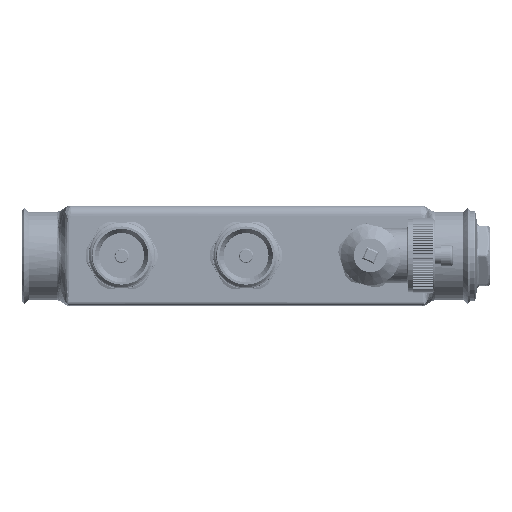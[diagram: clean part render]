
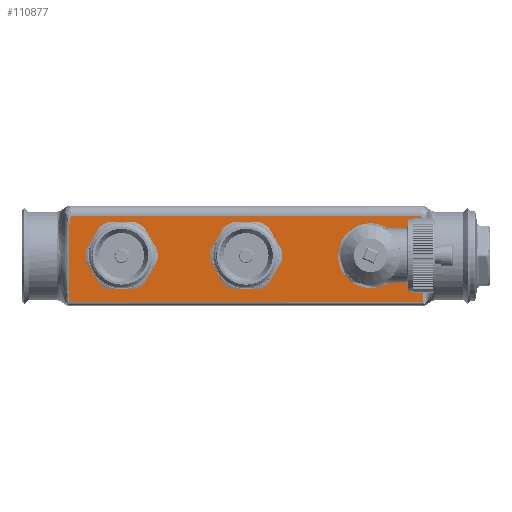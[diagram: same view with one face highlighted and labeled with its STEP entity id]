
A CAD part, top view. The second image highlights one B-rep face of the part: STEP entity #110877.
In plain terms, the highlighted face is planar.
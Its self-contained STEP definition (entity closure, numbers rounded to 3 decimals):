
#106483=DIRECTION('',(0.,1.,0.));
#106484=VECTOR('',#106483,30.863);
#106485=CARTESIAN_POINT('',(19.,-12.399,-20.5));
#106486=LINE('',#106485,#106484);
#106523=CARTESIAN_POINT('',(19.607,-16.,
-20.5));
#106704=CARTESIAN_POINT('',(161.,18.464,-20.5));
#106706=DIRECTION('',(0.,-1.,0.));
#106707=VECTOR('',#106706,30.863);
#106708=CARTESIAN_POINT('',(161.,18.464,-20.5));
#106709=LINE('',#106708,#106707);
#107253=CARTESIAN_POINT('',(160.393,-16.,
-20.5));
#107254=CARTESIAN_POINT('',(160.408,-15.942,
-20.5));
#107255=CARTESIAN_POINT('',(160.461,-15.719,
-20.5));
#107256=CARTESIAN_POINT('',(160.547,-15.323,
-20.5));
#107257=CARTESIAN_POINT('',(160.645,-14.809,
-20.5));
#107258=CARTESIAN_POINT('',(160.733,-14.29,
-20.5));
#107259=CARTESIAN_POINT('',(160.814,-13.767,
-20.5));
#107260=CARTESIAN_POINT('',(160.891,-13.231,
-20.5));
#107261=CARTESIAN_POINT('',(160.952,-12.774,
-20.5));
#107262=CARTESIAN_POINT('',(160.988,-12.493,-20.5));
#107263=CARTESIAN_POINT('',(161.,-12.399,-20.5));
#107265=CARTESIAN_POINT('',(19.,-12.399,-20.5));
#107266=CARTESIAN_POINT('',(19.029,-12.629,-20.5));
#107267=CARTESIAN_POINT('',(19.096,-13.144,
-20.5));
#107268=CARTESIAN_POINT('',(19.209,-13.936,
-20.5));
#107269=CARTESIAN_POINT('',(19.347,-14.777,
-20.5));
#107270=CARTESIAN_POINT('',(19.481,-15.464,
-20.5));
#107271=CARTESIAN_POINT('',(19.574,-15.868,
-20.5));
#107272=CARTESIAN_POINT('',(19.607,-16.,
-20.5));
#107274=CARTESIAN_POINT('',(90.,0.,-20.5));
#107275=DIRECTION('',(0.,0.,-1.));
#107276=DIRECTION('',(-1.,0.,0.));
#107277=AXIS2_PLACEMENT_3D('',#107274,#107275,#107276);
#107279=CARTESIAN_POINT('',(90.,0.,-20.5));
#107280=DIRECTION('',(0.,0.,-1.));
#107281=DIRECTION('',(1.,0.,0.));
#107282=AXIS2_PLACEMENT_3D('',#107279,#107280,#107281);
#107284=CARTESIAN_POINT('',(140.,0.,-20.5));
#107285=DIRECTION('',(0.,0.,-1.));
#107286=DIRECTION('',(-1.,0.,0.));
#107287=AXIS2_PLACEMENT_3D('',#107284,#107285,#107286);
#107289=CARTESIAN_POINT('',(140.,0.,-20.5));
#107290=DIRECTION('',(0.,0.,-1.));
#107291=DIRECTION('',(-1.,0.031,0.));
#107292=AXIS2_PLACEMENT_3D('',#107289,#107290,#107291);
#107294=CARTESIAN_POINT('',(140.,0.,-20.5));
#107295=DIRECTION('',(0.,0.,-1.));
#107296=DIRECTION('',(1.,0.,0.));
#107297=AXIS2_PLACEMENT_3D('',#107294,#107295,#107296);
#107299=CARTESIAN_POINT('',(140.,0.,-20.5));
#107300=DIRECTION('',(0.,0.,-1.));
#107301=DIRECTION('',(1.,-0.031,0.));
#107302=AXIS2_PLACEMENT_3D('',#107299,#107300,#107301);
#107304=CARTESIAN_POINT('',(40.,0.,-20.5));
#107305=DIRECTION('',(0.,0.,-1.));
#107306=DIRECTION('',(-1.,0.,0.));
#107307=AXIS2_PLACEMENT_3D('',#107304,#107305,#107306);
#107309=CARTESIAN_POINT('',(40.,0.,-20.5));
#107310=DIRECTION('',(0.,0.,-1.));
#107311=DIRECTION('',(1.,0.,0.));
#107312=AXIS2_PLACEMENT_3D('',#107309,#107310,#107311);
#107314=CARTESIAN_POINT('',(160.393,-16.,
-20.5));
#107338=DIRECTION('',(1.,0.,0.));
#107339=VECTOR('',#107338,142.);
#107340=CARTESIAN_POINT('',(19.,18.464,-20.5));
#107341=LINE('',#107340,#107339);
#108000=CARTESIAN_POINT('',(19.,-12.399,-20.5));
#108016=DIRECTION('',(-1.,0.,0.));
#108017=VECTOR('',#108016,140.787);
#108018=CARTESIAN_POINT('',(160.393,-16.,
-20.5));
#108019=LINE('',#108018,#108017);
#108307=VERTEX_POINT('',#108000);
#108308=CARTESIAN_POINT('',(19.,18.464,-20.5));
#108309=VERTEX_POINT('',#108308);
#108311=VERTEX_POINT('',#106523);
#108322=VERTEX_POINT('',#107314);
#108327=VERTEX_POINT('',#106704);
#108328=CARTESIAN_POINT('',(161.,-12.399,-20.5));
#108329=VERTEX_POINT('',#108328);
#108477=CARTESIAN_POINT('',(27.69,0.,-20.5));
#108478=CARTESIAN_POINT('',(52.31,0.,-20.5));
#108479=VERTEX_POINT('',#108477);
#108480=VERTEX_POINT('',#108478);
#108481=CARTESIAN_POINT('',(77.69,0.,-20.5));
#108482=CARTESIAN_POINT('',(102.31,0.,-20.5));
#108483=VERTEX_POINT('',#108481);
#108484=VERTEX_POINT('',#108482);
#108485=CARTESIAN_POINT('',(127.691,0.386,-20.5));
#108486=CARTESIAN_POINT('',(152.315,0.,-20.5));
#108487=VERTEX_POINT('',#108485);
#108488=VERTEX_POINT('',#108486);
#108489=CARTESIAN_POINT('',(127.685,0.,-20.5));
#108490=VERTEX_POINT('',#108489);
#108491=CARTESIAN_POINT('',(152.309,-0.386,-20.5));
#108492=VERTEX_POINT('',#108491);
#110839=CARTESIAN_POINT('',(90.,0.,-20.5));
#110840=DIRECTION('',(0.,0.,1.));
#110841=DIRECTION('',(1.,0.,0.));
#110842=AXIS2_PLACEMENT_3D('',#110839,#110840,#110841);
#110843=PLANE('',#110842);
#110845=ORIENTED_EDGE('',*,*,#110844,.T.);
#110846=ORIENTED_EDGE('',*,*,#109796,.F.);
#110848=ORIENTED_EDGE('',*,*,#110847,.F.);
#110849=ORIENTED_EDGE('',*,*,#109240,.F.);
#110851=ORIENTED_EDGE('',*,*,#110850,.T.);
#110853=ORIENTED_EDGE('',*,*,#110852,.F.);
#110854=EDGE_LOOP('',(#110845,#110846,#110848,#110849,#110851,#110853));
#110855=FACE_OUTER_BOUND('',#110854,.F.);
#110857=ORIENTED_EDGE('',*,*,#110856,.T.);
#110859=ORIENTED_EDGE('',*,*,#110858,.T.);
#110860=EDGE_LOOP('',(#110857,#110859));
#110861=FACE_BOUND('',#110860,.F.);
#110863=ORIENTED_EDGE('',*,*,#110862,.T.);
#110865=ORIENTED_EDGE('',*,*,#110864,.T.);
#110867=ORIENTED_EDGE('',*,*,#110866,.T.);
#110869=ORIENTED_EDGE('',*,*,#110868,.T.);
#110870=EDGE_LOOP('',(#110863,#110865,#110867,#110869));
#110871=FACE_BOUND('',#110870,.F.);
#110872=ORIENTED_EDGE('',*,*,#110828,.T.);
#110874=ORIENTED_EDGE('',*,*,#110873,.T.);
#110875=EDGE_LOOP('',(#110872,#110874));
#110876=FACE_BOUND('',#110875,.F.);
#110877=ADVANCED_FACE('',(#110855,#110861,#110871,#110876),#110843,.F.);
#107264=B_SPLINE_CURVE_WITH_KNOTS('',3,(#107253,#107254,#107255,#107256,#107257,
#107258,#107259,#107260,#107261,#107262,#107263),.UNSPECIFIED.,.F.,.F.,(4,1,1,1,
1,1,1,1,4),(0.,0.051,0.195,0.34,
0.485,0.628,0.772,0.924,1.),
.UNSPECIFIED.);
#107273=B_SPLINE_CURVE_WITH_KNOTS('',3,(#107265,#107266,#107267,#107268,#107269,
#107270,#107271,#107272),.UNSPECIFIED.,.F.,.F.,(4,1,1,1,1,4),(0.,
0.186,0.418,0.649,0.883,1.),
.UNSPECIFIED.);
#107278=CIRCLE('',#107277,12.31);
#107283=CIRCLE('',#107282,12.31);
#107288=CIRCLE('',#107287,12.315);
#107293=CIRCLE('',#107292,12.315);
#107298=CIRCLE('',#107297,12.315);
#107303=CIRCLE('',#107302,12.315);
#107308=CIRCLE('',#107307,12.31);
#107313=CIRCLE('',#107312,12.31);
#109240=EDGE_CURVE('',#108307,#108309,#106486,.T.);
#109796=EDGE_CURVE('',#108327,#108329,#106709,.T.);
#110828=EDGE_CURVE('',#108479,#108480,#107308,.T.);
#110844=EDGE_CURVE('',#108322,#108329,#107264,.T.);
#110847=EDGE_CURVE('',#108309,#108327,#107341,.T.);
#110850=EDGE_CURVE('',#108307,#108311,#107273,.T.);
#110852=EDGE_CURVE('',#108322,#108311,#108019,.T.);
#110856=EDGE_CURVE('',#108483,#108484,#107278,.T.);
#110858=EDGE_CURVE('',#108484,#108483,#107283,.T.);
#110862=EDGE_CURVE('',#108490,#108487,#107288,.T.);
#110864=EDGE_CURVE('',#108487,#108488,#107293,.T.);
#110866=EDGE_CURVE('',#108488,#108492,#107298,.T.);
#110868=EDGE_CURVE('',#108492,#108490,#107303,.T.);
#110873=EDGE_CURVE('',#108480,#108479,#107313,.T.);
